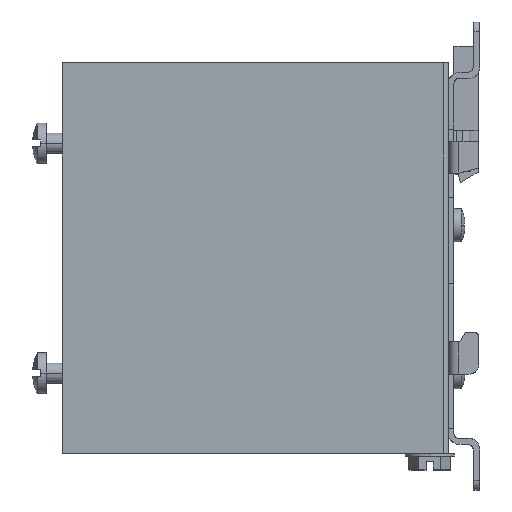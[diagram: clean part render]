
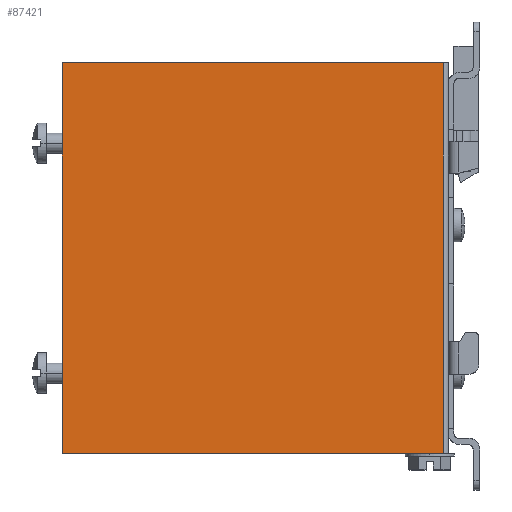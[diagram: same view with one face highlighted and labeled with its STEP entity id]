
A CAD part, left-side view. The second image highlights one B-rep face of the part: STEP entity #87421.
In plain terms, the highlighted planar face has unit normal (-1, 0, 0).
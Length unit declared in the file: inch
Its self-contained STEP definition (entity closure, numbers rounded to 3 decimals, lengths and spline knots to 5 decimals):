
#2362 = VERTEX_POINT ( 'NONE', #6411 ) ;
#2379 = VERTEX_POINT ( 'NONE', #6428 ) ;
#2396 = VERTEX_POINT ( 'NONE', #10527 ) ;
#2413 = VERTEX_POINT ( 'NONE', #10544 ) ;
#6411 = CARTESIAN_POINT ( 'NONE',  ( -0.886, -3.11, -3.189 ) ) ;
#6428 = CARTESIAN_POINT ( 'NONE',  ( -0.886, 0., -3.189 ) ) ;
#10527 = CARTESIAN_POINT ( 'NONE',  ( -0.886, 0., 0. ) ) ;
#10544 = CARTESIAN_POINT ( 'NONE',  ( -0.886, -3.11, 0. ) ) ;
#34412 = AXIS2_PLACEMENT_3D ( 'NONE', #35581, #35582, #35583 ) ;
#35579 = PLANE ( 'NONE',  #34412 ) ;
#35581 = CARTESIAN_POINT ( 'NONE',  ( -0.886, -3.11, -3.189 ) ) ;
#35582 = DIRECTION ( 'NONE',  ( -1., 0., 0. ) ) ;
#35583 = DIRECTION ( 'NONE',  ( 0., 0., 1. ) ) ;
#36892 = FACE_OUTER_BOUND ( 'NONE', #80168, .T. ) ;
#43114 = EDGE_CURVE ( 'NONE', #2362, #2413, #96502, .T. ) ;
#43117 = EDGE_CURVE ( 'NONE', #2379, #2362, #96504, .T. ) ;
#43121 = EDGE_CURVE ( 'NONE', #2413, #2396, #96505, .T. ) ;
#43124 = EDGE_CURVE ( 'NONE', #2396, #2379, #96507, .T. ) ;
#75040 = ORIENTED_EDGE ( 'NONE', *, *, #43121, .T. ) ;
#75041 = ORIENTED_EDGE ( 'NONE', *, *, #43117, .T. ) ;
#75042 = ORIENTED_EDGE ( 'NONE', *, *, #43124, .T. ) ;
#75043 = ORIENTED_EDGE ( 'NONE', *, *, #43114, .T. ) ;
#76579 = VECTOR ( 'NONE', #102244, 39.37008 ) ;
#76581 = VECTOR ( 'NONE', #102248, 39.37008 ) ;
#76582 = VECTOR ( 'NONE', #102260, 39.37008 ) ;
#76585 = VECTOR ( 'NONE', #102264, 39.37008 ) ;
#80168 = EDGE_LOOP ( 'NONE', ( #75040, #75042, #75041, #75043 ) ) ;
#87421 = ADVANCED_FACE ( 'NONE', ( #36892 ), #35579, .T. ) ;
#96502 = LINE ( 'NONE', #102243, #76579 ) ;
#96504 = LINE ( 'NONE', #102247, #76581 ) ;
#96505 = LINE ( 'NONE', #102259, #76582 ) ;
#96507 = LINE ( 'NONE', #102263, #76585 ) ;
#102243 = CARTESIAN_POINT ( 'NONE',  ( -0.886, -3.11, -1.5945 ) ) ;
#102244 = DIRECTION ( 'NONE',  ( 0., 0., 1. ) ) ;
#102247 = CARTESIAN_POINT ( 'NONE',  ( -0.886, -1.555, -3.189 ) ) ;
#102248 = DIRECTION ( 'NONE',  ( 0., -1., 0. ) ) ;
#102259 = CARTESIAN_POINT ( 'NONE',  ( -0.886, -1.555, 0. ) ) ;
#102260 = DIRECTION ( 'NONE',  ( 0., 1., 0. ) ) ;
#102263 = CARTESIAN_POINT ( 'NONE',  ( -0.886, 0., -1.5945 ) ) ;
#102264 = DIRECTION ( 'NONE',  ( 0., 0., -1. ) ) ;
